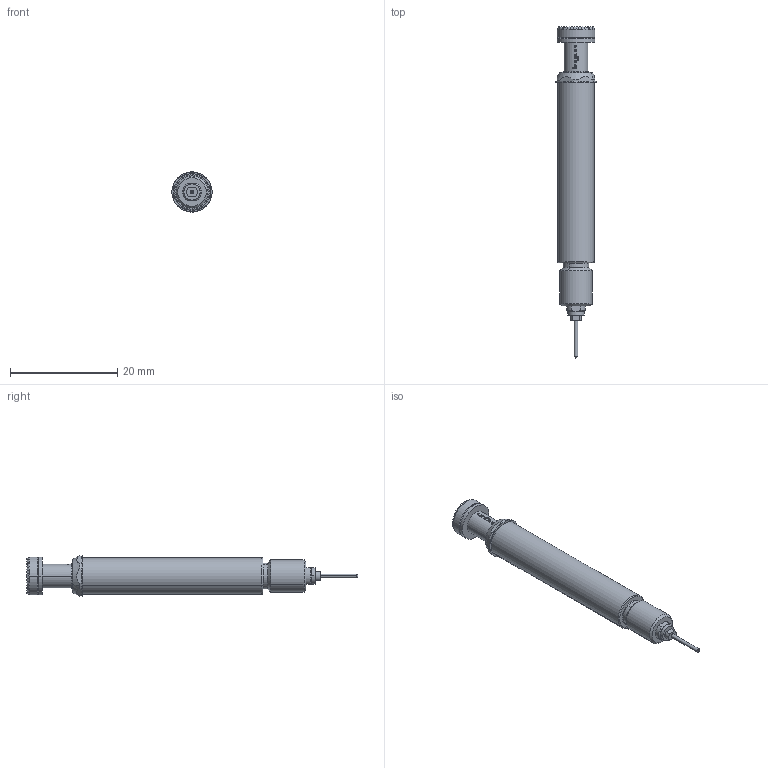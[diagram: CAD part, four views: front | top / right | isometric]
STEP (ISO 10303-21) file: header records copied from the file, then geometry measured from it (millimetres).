
FILE_DESCRIPTION (( 'STEP AP203' ), '1' );
FILE_NAME ('INGUN_BCP-626_360_700_A_xxx02_M-51.STEP', '2024-04-04T14:27:18', ( '' ), ( '' ), 'SwSTEP 2.0', 'SolidWorks 2021', '' );
FILE_SCHEMA (( 'CONFIG_CONTROL_DESIGN' ));
Length unit declared in the file: millimetre
Products named in the file (1): INGUN_BCP-626_360_700_A_xxx02_M-51
Bounding box: 7.5 x 61.8 x 7.5 mm (x, y, z)
Volume: 1703.2 mm3; surface area: 1270 mm2
Topology: 1 solids, 1 shells, 735 faces, 1425 edges, 707 vertices
Faces by surface type: plane 640, cylinder 38, cone 29, bspline 22, torus 6
Entity records: 18044 total; most frequent: CARTESIAN_POINT 4192, ORIENTED_EDGE 2850, DIRECTION 2675, EDGE_CURVE 1425, VECTOR 935, LINE 935, AXIS2_PLACEMENT_3D 870, EDGE_LOOP 750
